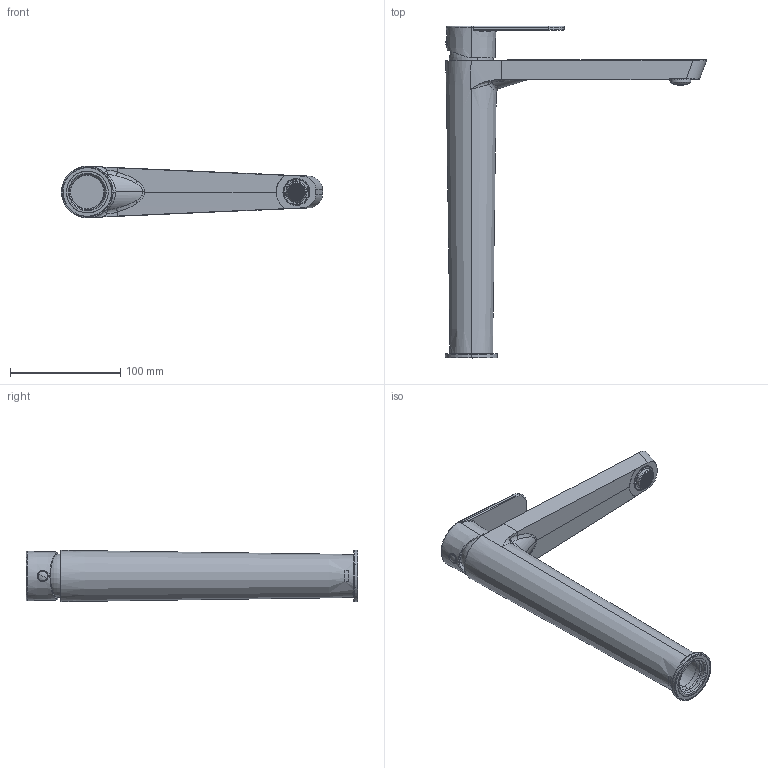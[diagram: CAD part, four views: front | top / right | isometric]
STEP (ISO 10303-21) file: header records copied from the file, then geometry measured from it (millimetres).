
FILE_DESCRIPTION (( 'STEP AP203' ), '1' );
FILE_NAME ('36AP02238.STEP', '2021-01-14T12:21:28', ( '' ), ( '' ), 'SwSTEP 2.0', 'SolidWorks 2018', '' );
FILE_SCHEMA (( 'CONFIG_CONTROL_DESIGN' ));
Length unit declared in the file: millimetre
Products named in the file (1): 36AP02238
Bounding box: 237.23 x 301.55 x 47 mm (x, y, z)
Volume: 202061.7 mm3; surface area: 134828.9 mm2
Topology: 8 solids, 8 shells, 2079 faces, 5308 edges, 3515 vertices
Faces by surface type: plane 1868, cylinder 107, cone 45, bspline 37, torus 16, sphere 6
Entity records: 69218 total; most frequent: CARTESIAN_POINT 17961, ORIENTED_EDGE 10616, DIRECTION 10520, EDGE_CURVE 5308, VECTOR 3584, LINE 3584, VERTEX_POINT 3515, AXIS2_PLACEMENT_3D 3468
